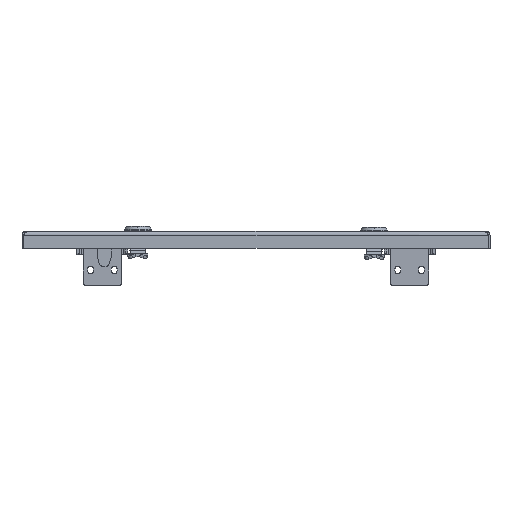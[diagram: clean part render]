
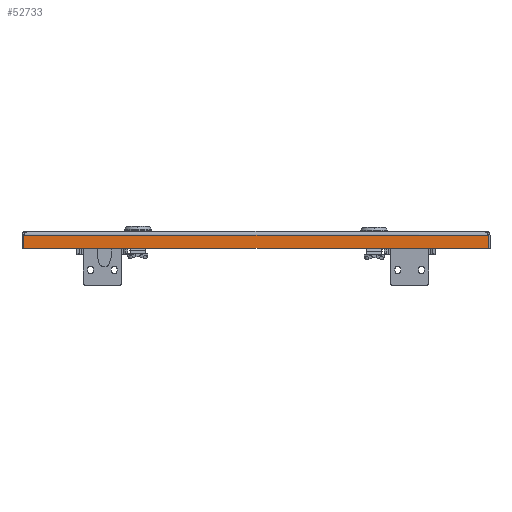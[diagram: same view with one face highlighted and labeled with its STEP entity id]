
A CAD part, left-side view. The second image highlights one B-rep face of the part: STEP entity #52733.
In plain terms, the highlighted planar face has unit normal (-1, 0, 0).
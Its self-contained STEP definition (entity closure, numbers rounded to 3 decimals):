
#151 = EDGE_CURVE ( 'NONE', #35034, #27452, #29982, .T. ) ;
#277 = VECTOR ( 'NONE', #40999, 1000. ) ;
#1278 = EDGE_CURVE ( 'NONE', #54210, #53149, #3305, .T. ) ;
#2953 = LINE ( 'NONE', #29705, #48527 ) ;
#3305 = LINE ( 'NONE', #14916, #277 ) ;
#4330 = AXIS2_PLACEMENT_3D ( 'NONE', #11554, #69370, #27745 ) ;
#8850 = CARTESIAN_POINT ( 'NONE',  ( -194.5, -247.5, -4. ) ) ;
#10714 = EDGE_CURVE ( 'NONE', #35034, #53149, #2953, .T. ) ;
#10750 = CARTESIAN_POINT ( 'NONE',  ( -194.5, 245.429, -4. ) ) ;
#11554 = CARTESIAN_POINT ( 'NONE',  ( -194.5, 0., 0. ) ) ;
#14916 = CARTESIAN_POINT ( 'NONE',  ( -194.5, -247.5, -18. ) ) ;
#17148 = EDGE_LOOP ( 'NONE', ( #57078, #38456, #37528, #66041 ) ) ;
#20333 = CARTESIAN_POINT ( 'NONE',  ( -194.5, 245.429, -18. ) ) ;
#27452 = VERTEX_POINT ( 'NONE', #44087 ) ;
#27745 = DIRECTION ( 'NONE',  ( 0., 0., -1. ) ) ;
#28844 = DIRECTION ( 'NONE',  ( 0., 0., -1. ) ) ;
#29705 = CARTESIAN_POINT ( 'NONE',  ( -194.5, 245.429, 0. ) ) ;
#29982 = LINE ( 'NONE', #8850, #60952 ) ;
#34145 = CARTESIAN_POINT ( 'NONE',  ( -194.5, -245.429, -2. ) ) ;
#35034 = VERTEX_POINT ( 'NONE', #10750 ) ;
#37528 = ORIENTED_EDGE ( 'NONE', *, *, #1278, .F. ) ;
#38456 = ORIENTED_EDGE ( 'NONE', *, *, #10714, .T. ) ;
#39444 = LINE ( 'NONE', #34145, #49644 ) ;
#40999 = DIRECTION ( 'NONE',  ( 0., 1., 0. ) ) ;
#44087 = CARTESIAN_POINT ( 'NONE',  ( -194.5, -245.429, -4. ) ) ;
#45875 = DIRECTION ( 'NONE',  ( 0., -1., 0. ) ) ;
#48527 = VECTOR ( 'NONE', #52286, 1000. ) ;
#49644 = VECTOR ( 'NONE', #28844, 1000. ) ;
#52286 = DIRECTION ( 'NONE',  ( 0., 0., -1. ) ) ;
#52733 = ADVANCED_FACE ( 'NONE', ( #64781 ), #65131, .F. ) ;
#53149 = VERTEX_POINT ( 'NONE', #20333 ) ;
#54210 = VERTEX_POINT ( 'NONE', #67301 ) ;
#57078 = ORIENTED_EDGE ( 'NONE', *, *, #151, .F. ) ;
#60952 = VECTOR ( 'NONE', #45875, 1000. ) ;
#62678 = EDGE_CURVE ( 'NONE', #27452, #54210, #39444, .T. ) ;
#64781 = FACE_OUTER_BOUND ( 'NONE', #17148, .T. ) ;
#65131 = PLANE ( 'NONE',  #4330 ) ;
#66041 = ORIENTED_EDGE ( 'NONE', *, *, #62678, .F. ) ;
#67301 = CARTESIAN_POINT ( 'NONE',  ( -194.5, -245.429, -18. ) ) ;
#69370 = DIRECTION ( 'NONE',  ( 1., 0., 0. ) ) ;
